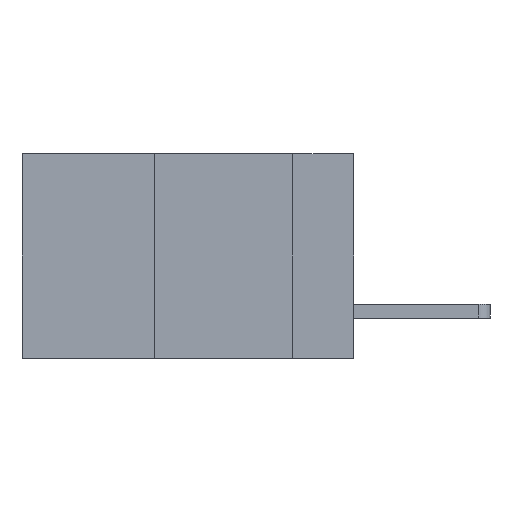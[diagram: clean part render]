
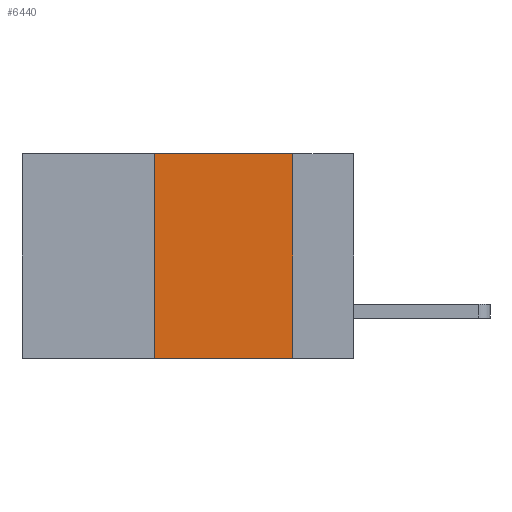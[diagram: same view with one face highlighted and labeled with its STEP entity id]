
A CAD part, left-side view. The second image highlights one B-rep face of the part: STEP entity #6440.
In plain terms, the highlighted planar face has unit normal (-1, 0, 0).
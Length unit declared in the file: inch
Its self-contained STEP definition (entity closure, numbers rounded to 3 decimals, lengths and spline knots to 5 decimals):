
#155 = PLANE ( 'NONE',  #8933 ) ;
#849 = LINE ( 'NONE', #2397, #7420 ) ;
#1375 = VERTEX_POINT ( 'NONE', #8147 ) ;
#1807 = VERTEX_POINT ( 'NONE', #3995 ) ;
#1905 = ORIENTED_EDGE ( 'NONE', *, *, #8013, .F. ) ;
#1966 = DIRECTION ( 'NONE',  ( 0., 0., 1. ) ) ;
#2397 = CARTESIAN_POINT ( 'NONE',  ( 0., 0.6, -0.37 ) ) ;
#2501 = DIRECTION ( 'NONE',  ( 0., -1., 0. ) ) ;
#2608 = EDGE_CURVE ( 'NONE', #1807, #4675, #4476, .T. ) ;
#2961 = VECTOR ( 'NONE', #1966, 39.37008 ) ;
#3068 = CARTESIAN_POINT ( 'NONE',  ( 0., 0.6, 0. ) ) ;
#3490 = EDGE_CURVE ( 'NONE', #4675, #10168, #8180, .T. ) ;
#3925 = LINE ( 'NONE', #9996, #10969 ) ;
#3995 = CARTESIAN_POINT ( 'NONE',  ( 0., 0.36, -0.37 ) ) ;
#4142 = ORIENTED_EDGE ( 'NONE', *, *, #2608, .F. ) ;
#4476 = LINE ( 'NONE', #9742, #2961 ) ;
#4600 = ORIENTED_EDGE ( 'NONE', *, *, #3490, .F. ) ;
#4675 = VERTEX_POINT ( 'NONE', #5933 ) ;
#5061 = FACE_OUTER_BOUND ( 'NONE', #10764, .T. ) ;
#5508 = DIRECTION ( 'NONE',  ( 0., 0., -1. ) ) ;
#5837 = VECTOR ( 'NONE', #10985, 39.37008 ) ;
#5933 = CARTESIAN_POINT ( 'NONE',  ( 0., 0.36, 0. ) ) ;
#5978 = ORIENTED_EDGE ( 'NONE', *, *, #10439, .T. ) ;
#6139 = CARTESIAN_POINT ( 'NONE',  ( 0., 0.11, 0. ) ) ;
#6440 = ADVANCED_FACE ( 'NONE', ( #5061 ), #155, .F. ) ;
#7420 = VECTOR ( 'NONE', #2501, 39.37008 ) ;
#7896 = CARTESIAN_POINT ( 'NONE',  ( 0., 0.6, 0. ) ) ;
#8013 = EDGE_CURVE ( 'NONE', #10168, #1375, #3925, .T. ) ;
#8147 = CARTESIAN_POINT ( 'NONE',  ( 0., 0.11, -0.37 ) ) ;
#8180 = LINE ( 'NONE', #3068, #5837 ) ;
#8645 = DIRECTION ( 'NONE',  ( 1., 0., 0. ) ) ;
#8750 = DIRECTION ( 'NONE',  ( 0., 0., -1. ) ) ;
#8933 = AXIS2_PLACEMENT_3D ( 'NONE', #7896, #8645, #8750 ) ;
#9742 = CARTESIAN_POINT ( 'NONE',  ( 0., 0.36, 0. ) ) ;
#9996 = CARTESIAN_POINT ( 'NONE',  ( 0., 0.11, 0. ) ) ;
#10168 = VERTEX_POINT ( 'NONE', #6139 ) ;
#10439 = EDGE_CURVE ( 'NONE', #1807, #1375, #849, .T. ) ;
#10764 = EDGE_LOOP ( 'NONE', ( #1905, #4600, #4142, #5978 ) ) ;
#10969 = VECTOR ( 'NONE', #5508, 39.37008 ) ;
#10985 = DIRECTION ( 'NONE',  ( 0., -1., 0. ) ) ;
